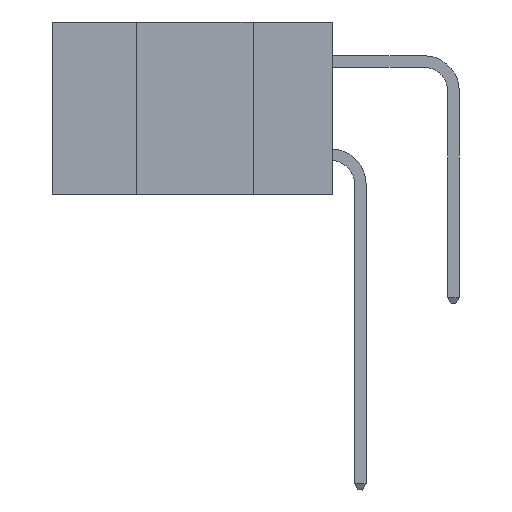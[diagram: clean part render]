
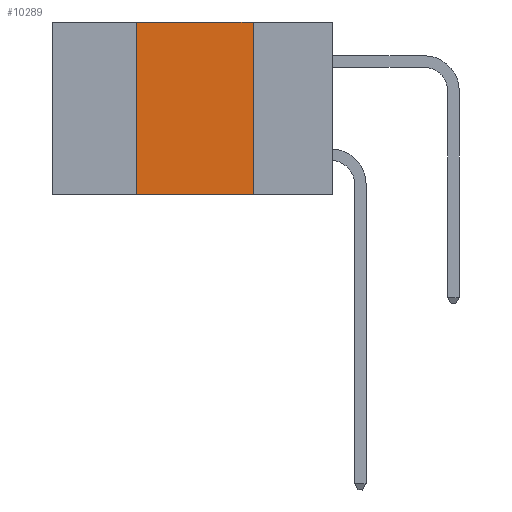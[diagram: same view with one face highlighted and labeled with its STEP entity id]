
A CAD part, left-side view. The second image highlights one B-rep face of the part: STEP entity #10289.
In plain terms, the highlighted planar face has unit normal (-1, 0, 0).
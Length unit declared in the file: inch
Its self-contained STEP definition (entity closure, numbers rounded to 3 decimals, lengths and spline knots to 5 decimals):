
#2817 = FACE_OUTER_BOUND ( 'NONE', #27806, .T. ) ;
#3381 = CARTESIAN_POINT ( 'NONE',  ( 0., 0.6, -0.37 ) ) ;
#3500 = LINE ( 'NONE', #10454, #13935 ) ;
#3521 = ORIENTED_EDGE ( 'NONE', *, *, #25670, .F. ) ;
#3823 = ORIENTED_EDGE ( 'NONE', *, *, #13410, .T. ) ;
#4103 = LINE ( 'NONE', #12743, #27934 ) ;
#4324 = LINE ( 'NONE', #7006, #26378 ) ;
#5635 = ORIENTED_EDGE ( 'NONE', *, *, #24215, .F. ) ;
#7006 = CARTESIAN_POINT ( 'NONE',  ( 0., 0.42, -0.37 ) ) ;
#7915 = LINE ( 'NONE', #3381, #18154 ) ;
#8367 = CARTESIAN_POINT ( 'NONE',  ( 0., 0.17, -0.37 ) ) ;
#8541 = DIRECTION ( 'NONE',  ( 0., 0., -1. ) ) ;
#8683 = CARTESIAN_POINT ( 'NONE',  ( 0., 0.6, 0. ) ) ;
#10289 = ADVANCED_FACE ( 'NONE', ( #2817 ), #26455, .F. ) ;
#10454 = CARTESIAN_POINT ( 'NONE',  ( 0., 0.6, 0. ) ) ;
#12743 = CARTESIAN_POINT ( 'NONE',  ( 0., 0.17, -0.37 ) ) ;
#13410 = EDGE_CURVE ( 'NONE', #19589, #19298, #7915, .T. ) ;
#13935 = VECTOR ( 'NONE', #14273, 39.37008 ) ;
#14273 = DIRECTION ( 'NONE',  ( 0., -1., 0. ) ) ;
#15536 = ORIENTED_EDGE ( 'NONE', *, *, #18669, .F. ) ;
#17371 = VERTEX_POINT ( 'NONE', #21712 ) ;
#18154 = VECTOR ( 'NONE', #18537, 39.37008 ) ;
#18537 = DIRECTION ( 'NONE',  ( 0., -1., 0. ) ) ;
#18669 = EDGE_CURVE ( 'NONE', #19589, #26395, #4324, .T. ) ;
#18774 = CARTESIAN_POINT ( 'NONE',  ( 0., 0.42, -0.37 ) ) ;
#19298 = VERTEX_POINT ( 'NONE', #8367 ) ;
#19589 = VERTEX_POINT ( 'NONE', #18774 ) ;
#20291 = CARTESIAN_POINT ( 'NONE',  ( 0., 0.42, 0. ) ) ;
#21362 = DIRECTION ( 'NONE',  ( 0., 0., -1. ) ) ;
#21574 = DIRECTION ( 'NONE',  ( 0., 0., 1. ) ) ;
#21712 = CARTESIAN_POINT ( 'NONE',  ( 0., 0.17, 0. ) ) ;
#24182 = DIRECTION ( 'NONE',  ( 1., 0., 0. ) ) ;
#24215 = EDGE_CURVE ( 'NONE', #17371, #19298, #4103, .T. ) ;
#25670 = EDGE_CURVE ( 'NONE', #26395, #17371, #3500, .T. ) ;
#26378 = VECTOR ( 'NONE', #21574, 39.37008 ) ;
#26395 = VERTEX_POINT ( 'NONE', #20291 ) ;
#26455 = PLANE ( 'NONE',  #26780 ) ;
#26780 = AXIS2_PLACEMENT_3D ( 'NONE', #8683, #24182, #8541 ) ;
#27806 = EDGE_LOOP ( 'NONE', ( #5635, #3521, #15536, #3823 ) ) ;
#27934 = VECTOR ( 'NONE', #21362, 39.37008 ) ;
